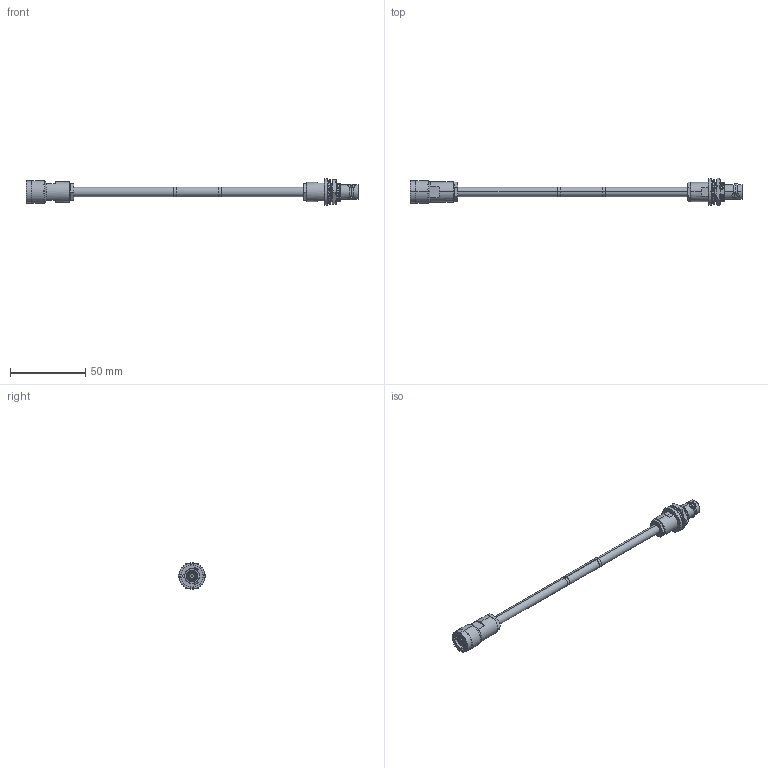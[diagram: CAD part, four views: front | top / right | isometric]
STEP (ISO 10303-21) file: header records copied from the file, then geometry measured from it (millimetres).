
FILE_DESCRIPTION (( 'STEP AP214' ), '1' );
FILE_NAME ('FM3MSA00600_3D.step', '2023-08-29T21:23:32', ( '' ), ( '' ), 'SwSTEP 2.0', 'SolidWorks 2022', '' );
FILE_SCHEMA (( 'AUTOMOTIVE_DESIGN' ));
Length unit declared in the file: inch
Products named in the file (14): Copy of TWCH-78-2^FM3MSA00600; Copy of 10-06577-XXX-MA5^Copy of 10-06577-XXX_FM3MSA00600; Copy of 10-06577-XXX-MA6^Copy of 10-06577-XXX_FM3MSA00600; Copy of 10-06577-XXX-MA2^Copy of 10-06577-XXX_FM3MSA00600; FM3MSA00600_3D; Copy of 10-09030-XXX-MA1^Copy of 10-09030-XXX_FM3MSA00600; Copy of 10-09030-XXX-MA2^Copy of 10-09030-XXX_FM3MSA00600; Copy of 10-06577-XXX^FM3MSA00600; Copy of 10-06577-XXX-MA4^Copy of 10-06577-XXX_FM3MSA00600; Copy of 1AW01-003^FM3MSA00600_.25" x .75" long; Copy of 10-09030-XXX-MA3^Copy of 10-09030-XXX_FM3MSA00600; Copy of 10-06577-XXX-MA1^Copy of 10-06577-XXX_FM3MSA00600; Copy of 10-06577-XXX-MA3^Copy of 10-06577-XXX_FM3MSA00600; Copy of 10-09030-XXX^FM3MSA00600
Assembly tree (13 placements, depth 3):
  FM3MSA00600_3D
    Copy of TWCH-78-2^FM3MSA00600
    Copy of 10-09030-XXX^FM3MSA00600
      Copy of 10-09030-XXX-MA1^Copy of 10-09030-XXX_FM3MSA00600
      Copy of 10-09030-XXX-MA2^Copy of 10-09030-XXX_FM3MSA00600
      Copy of 10-09030-XXX-MA3^Copy of 10-09030-XXX_FM3MSA00600
    Copy of 10-06577-XXX^FM3MSA00600
      Copy of 10-06577-XXX-MA1^Copy of 10-06577-XXX_FM3MSA00600
      Copy of 10-06577-XXX-MA5^Copy of 10-06577-XXX_FM3MSA00600
      Copy of 10-06577-XXX-MA2^Copy of 10-06577-XXX_FM3MSA00600
      Copy of 10-06577-XXX-MA3^Copy of 10-06577-XXX_FM3MSA00600
      Copy of 10-06577-XXX-MA4^Copy of 10-06577-XXX_FM3MSA00600
      Copy of 10-06577-XXX-MA6^Copy of 10-06577-XXX_FM3MSA00600
    Copy of 1AW01-003^FM3MSA00600_.25" x .75" long
Bounding box: 220.22 x 18.48 x 17.5 mm (x, y, z)
Volume: 11905.5 mm3; surface area: 12839.2 mm2
Topology: 11 solids, 12 shells, 530 faces, 1345 edges, 862 vertices
Faces by surface type: cylinder 189, plane 171, cone 85, bspline 55, torus 30
Entity records: 35185 total; most frequent: CARTESIAN_POINT 21457, ORIENTED_EDGE 2682, DIRECTION 2420, EDGE_CURVE 1341, AXIS2_PLACEMENT_3D 951, VERTEX_POINT 862, EDGE_LOOP 573, FACE_OUTER_BOUND 530
